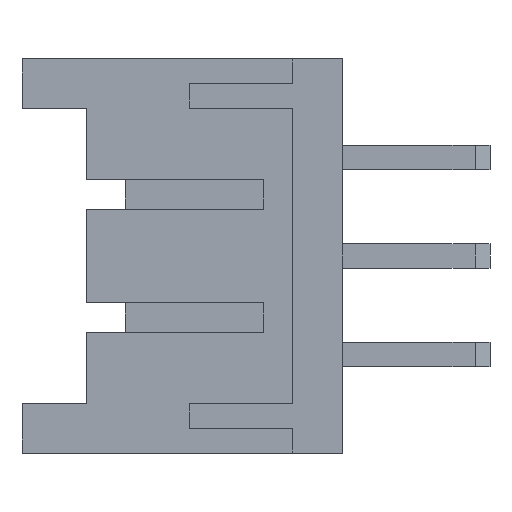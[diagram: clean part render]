
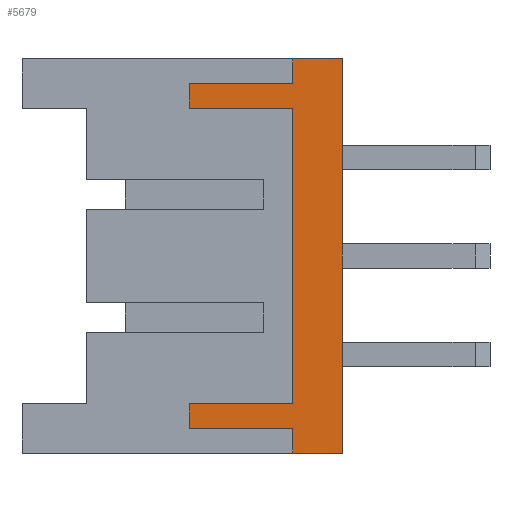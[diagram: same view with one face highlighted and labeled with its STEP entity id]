
A CAD part, left-side view. The second image highlights one B-rep face of the part: STEP entity #5679.
In plain terms, the highlighted planar face has unit normal (-1, 0, 0).
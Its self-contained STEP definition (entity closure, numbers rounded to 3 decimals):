
#47 = VERTEX_POINT ( 'NONE', #5352 ) ;
#68 = LINE ( 'NONE', #2586, #5970 ) ;
#87 = LINE ( 'NONE', #2466, #709 ) ;
#97 = ORIENTED_EDGE ( 'NONE', *, *, #5330, .F. ) ;
#134 = EDGE_CURVE ( 'NONE', #1795, #4703, #2290, .T. ) ;
#214 = EDGE_CURVE ( 'NONE', #3076, #1441, #5582, .T. ) ;
#384 = ORIENTED_EDGE ( 'NONE', *, *, #5871, .F. ) ;
#458 = CARTESIAN_POINT ( 'NONE',  ( -2.316, 0.183, -3.5 ) ) ;
#487 = DIRECTION ( 'NONE',  ( 0., -1., 0. ) ) ;
#512 = LINE ( 'NONE', #4509, #623 ) ;
#623 = VECTOR ( 'NONE', #5466, 1000. ) ;
#709 = VECTOR ( 'NONE', #2053, 1000. ) ;
#995 = VECTOR ( 'NONE', #487, 1000. ) ;
#1071 = CARTESIAN_POINT ( 'NONE',  ( -2.316, -1.917, -4. ) ) ;
#1196 = LINE ( 'NONE', #5657, #4533 ) ;
#1309 = CARTESIAN_POINT ( 'NONE',  ( -2.316, -1.917, -3.5 ) ) ;
#1320 = LINE ( 'NONE', #3276, #5065 ) ;
#1400 = DIRECTION ( 'NONE',  ( 0., 0., 1. ) ) ;
#1441 = VERTEX_POINT ( 'NONE', #4516 ) ;
#1508 = ORIENTED_EDGE ( 'NONE', *, *, #4540, .T. ) ;
#1544 = ORIENTED_EDGE ( 'NONE', *, *, #1590, .T. ) ;
#1590 = EDGE_CURVE ( 'NONE', #1441, #3092, #87, .T. ) ;
#1693 = VECTOR ( 'NONE', #2597, 1000. ) ;
#1714 = LINE ( 'NONE', #3673, #3514 ) ;
#1795 = VERTEX_POINT ( 'NONE', #3655 ) ;
#1986 = EDGE_CURVE ( 'NONE', #2354, #3092, #4807, .T. ) ;
#1999 = VECTOR ( 'NONE', #5152, 1000. ) ;
#2053 = DIRECTION ( 'NONE',  ( 0., -1., 0. ) ) ;
#2145 = LINE ( 'NONE', #2634, #4970 ) ;
#2257 = DIRECTION ( 'NONE',  ( 0., 0., 1. ) ) ;
#2289 = ORIENTED_EDGE ( 'NONE', *, *, #2529, .T. ) ;
#2290 = LINE ( 'NONE', #5003, #5066 ) ;
#2326 = CARTESIAN_POINT ( 'NONE',  ( -2.316, -1.917, -4. ) ) ;
#2353 = FACE_OUTER_BOUND ( 'NONE', #5265, .T. ) ;
#2354 = VERTEX_POINT ( 'NONE', #3379 ) ;
#2417 = DIRECTION ( 'NONE',  ( -1., 0., 0. ) ) ;
#2466 = CARTESIAN_POINT ( 'NONE',  ( -2.316, 0.183, 3. ) ) ;
#2504 = VERTEX_POINT ( 'NONE', #1071 ) ;
#2525 = ORIENTED_EDGE ( 'NONE', *, *, #214, .T. ) ;
#2529 = EDGE_CURVE ( 'NONE', #2504, #6297, #3413, .T. ) ;
#2586 = CARTESIAN_POINT ( 'NONE',  ( -2.316, -1.917, -3. ) ) ;
#2597 = DIRECTION ( 'NONE',  ( 0., 0., -1. ) ) ;
#2634 = CARTESIAN_POINT ( 'NONE',  ( -2.316, 0.183, -3. ) ) ;
#2786 = CARTESIAN_POINT ( 'NONE',  ( -2.316, -1.917, -3. ) ) ;
#2820 = DIRECTION ( 'NONE',  ( 0., 0., 1. ) ) ;
#2876 = ORIENTED_EDGE ( 'NONE', *, *, #1986, .F. ) ;
#2957 = ORIENTED_EDGE ( 'NONE', *, *, #5770, .T. ) ;
#3076 = VERTEX_POINT ( 'NONE', #4788 ) ;
#3092 = VERTEX_POINT ( 'NONE', #5168 ) ;
#3119 = ORIENTED_EDGE ( 'NONE', *, *, #4739, .T. ) ;
#3148 = CARTESIAN_POINT ( 'NONE',  ( -2.316, 0.183, -3. ) ) ;
#3201 = AXIS2_PLACEMENT_3D ( 'NONE', #2326, #2417, #2820 ) ;
#3276 = CARTESIAN_POINT ( 'NONE',  ( -2.316, -1.917, 3.5 ) ) ;
#3379 = CARTESIAN_POINT ( 'NONE',  ( -2.316, -1.917, -3. ) ) ;
#3413 = LINE ( 'NONE', #5469, #995 ) ;
#3514 = VECTOR ( 'NONE', #4611, 1000. ) ;
#3528 = CARTESIAN_POINT ( 'NONE',  ( -2.316, 0.183, 3.5 ) ) ;
#3595 = ORIENTED_EDGE ( 'NONE', *, *, #6328, .T. ) ;
#3600 = VERTEX_POINT ( 'NONE', #1309 ) ;
#3655 = CARTESIAN_POINT ( 'NONE',  ( -2.316, -1.917, 3.5 ) ) ;
#3667 = DIRECTION ( 'NONE',  ( 0., -1., 0. ) ) ;
#3673 = CARTESIAN_POINT ( 'NONE',  ( -2.316, -1.917, -4. ) ) ;
#3810 = ORIENTED_EDGE ( 'NONE', *, *, #134, .F. ) ;
#4106 = DIRECTION ( 'NONE',  ( 0., 0., -1. ) ) ;
#4146 = DIRECTION ( 'NONE',  ( 0., 1., 0. ) ) ;
#4157 = VECTOR ( 'NONE', #1400, 1000. ) ;
#4159 = CARTESIAN_POINT ( 'NONE',  ( -2.316, -1.917, 4. ) ) ;
#4209 = ORIENTED_EDGE ( 'NONE', *, *, #6181, .T. ) ;
#4322 = PLANE ( 'NONE',  #3201 ) ;
#4509 = CARTESIAN_POINT ( 'NONE',  ( -2.316, -2.917, -4. ) ) ;
#4516 = CARTESIAN_POINT ( 'NONE',  ( -2.316, 0.183, 3. ) ) ;
#4533 = VECTOR ( 'NONE', #3667, 1000. ) ;
#4540 = EDGE_CURVE ( 'NONE', #1795, #3076, #1320, .T. ) ;
#4611 = DIRECTION ( 'NONE',  ( 0., 0., 1. ) ) ;
#4703 = VERTEX_POINT ( 'NONE', #5452 ) ;
#4709 = LINE ( 'NONE', #4159, #1999 ) ;
#4739 = EDGE_CURVE ( 'NONE', #5459, #6127, #2145, .T. ) ;
#4788 = CARTESIAN_POINT ( 'NONE',  ( -2.316, 0.183, 3.5 ) ) ;
#4807 = LINE ( 'NONE', #2786, #4157 ) ;
#4970 = VECTOR ( 'NONE', #4106, 1000. ) ;
#5003 = CARTESIAN_POINT ( 'NONE',  ( -2.316, -1.917, 3.5 ) ) ;
#5065 = VECTOR ( 'NONE', #4146, 1000. ) ;
#5066 = VECTOR ( 'NONE', #2257, 1000. ) ;
#5152 = DIRECTION ( 'NONE',  ( 0., -1., 0. ) ) ;
#5168 = CARTESIAN_POINT ( 'NONE',  ( -2.316, -1.917, 3. ) ) ;
#5172 = CARTESIAN_POINT ( 'NONE',  ( -2.316, -2.917, -4. ) ) ;
#5265 = EDGE_LOOP ( 'NONE', ( #2957, #3119, #3595, #384, #2289, #4209, #97, #3810, #1508, #2525, #1544, #2876 ) ) ;
#5330 = EDGE_CURVE ( 'NONE', #4703, #47, #4709, .T. ) ;
#5352 = CARTESIAN_POINT ( 'NONE',  ( -2.316, -2.917, 4. ) ) ;
#5405 = DIRECTION ( 'NONE',  ( 0., 1., 0. ) ) ;
#5452 = CARTESIAN_POINT ( 'NONE',  ( -2.316, -1.917, 4. ) ) ;
#5459 = VERTEX_POINT ( 'NONE', #3148 ) ;
#5466 = DIRECTION ( 'NONE',  ( 0., 0., 1. ) ) ;
#5469 = CARTESIAN_POINT ( 'NONE',  ( -2.316, -1.917, -4. ) ) ;
#5582 = LINE ( 'NONE', #3528, #1693 ) ;
#5657 = CARTESIAN_POINT ( 'NONE',  ( -2.316, 0.183, -3.5 ) ) ;
#5679 = ADVANCED_FACE ( 'NONE', ( #2353 ), #4322, .T. ) ;
#5770 = EDGE_CURVE ( 'NONE', #2354, #5459, #68, .T. ) ;
#5871 = EDGE_CURVE ( 'NONE', #2504, #3600, #1714, .T. ) ;
#5970 = VECTOR ( 'NONE', #5405, 1000. ) ;
#6127 = VERTEX_POINT ( 'NONE', #458 ) ;
#6181 = EDGE_CURVE ( 'NONE', #6297, #47, #512, .T. ) ;
#6297 = VERTEX_POINT ( 'NONE', #5172 ) ;
#6328 = EDGE_CURVE ( 'NONE', #6127, #3600, #1196, .T. ) ;
